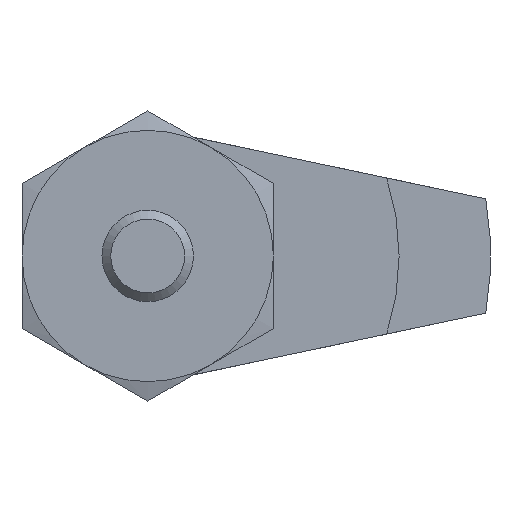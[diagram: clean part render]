
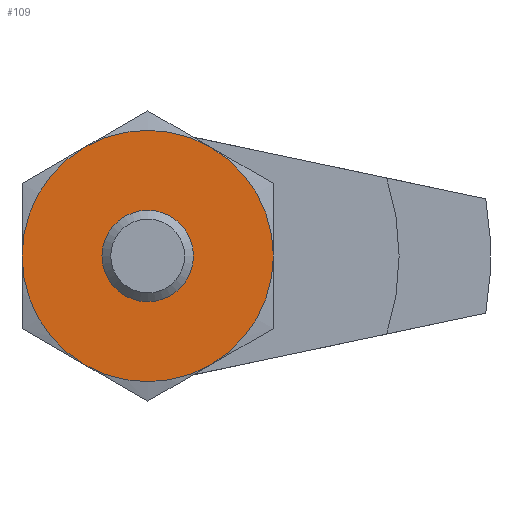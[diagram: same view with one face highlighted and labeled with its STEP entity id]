
A CAD part, front view. The second image highlights one B-rep face of the part: STEP entity #109.
In plain terms, the highlighted planar face has unit normal (0, -1, 0).
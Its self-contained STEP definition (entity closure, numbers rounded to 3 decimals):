
#109 = ADVANCED_FACE( '', ( #245, #246 ), #247, .F. );
#245 = FACE_BOUND( '', #408, .T. );
#246 = FACE_OUTER_BOUND( '', #409, .T. );
#247 = PLANE( '', #410 );
#408 = EDGE_LOOP( '', ( #648 ) );
#409 = EDGE_LOOP( '', ( #649, #650, #651, #652, #653, #654 ) );
#410 = AXIS2_PLACEMENT_3D( '', #655, #656, #657 );
#648 = ORIENTED_EDGE( '', *, *, #936, .F. );
#649 = ORIENTED_EDGE( '', *, *, #950, .T. );
#650 = ORIENTED_EDGE( '', *, *, #931, .T. );
#651 = ORIENTED_EDGE( '', *, *, #951, .T. );
#652 = ORIENTED_EDGE( '', *, *, #952, .T. );
#653 = ORIENTED_EDGE( '', *, *, #953, .T. );
#654 = ORIENTED_EDGE( '', *, *, #954, .T. );
#655 = CARTESIAN_POINT( '', ( 11., 0., 0. ) );
#656 = DIRECTION( '', ( 0., 1., 0. ) );
#657 = DIRECTION( '', ( 0., 0., 1. ) );
#931 = EDGE_CURVE( '', #1111, #1112, #1113, .T. );
#936 = EDGE_CURVE( '', #1120, #1120, #1121, .T. );
#950 = EDGE_CURVE( '', #1068, #1111, #1138, .T. );
#951 = EDGE_CURVE( '', #1112, #1127, #1139, .T. );
#952 = EDGE_CURVE( '', #1127, #1057, #1140, .T. );
#953 = EDGE_CURVE( '', #1057, #1141, #1142, .T. );
#954 = EDGE_CURVE( '', #1141, #1068, #1143, .T. );
#1057 = VERTEX_POINT( '', #1290 );
#1068 = VERTEX_POINT( '', #1318 );
#1111 = VERTEX_POINT( '', #1406 );
#1112 = VERTEX_POINT( '', #1407 );
#1113 = CIRCLE( '', #1408, 11. );
#1120 = VERTEX_POINT( '', #1425 );
#1121 = CIRCLE( '', #1426, 3. );
#1127 = VERTEX_POINT( '', #1433 );
#1138 = CIRCLE( '', #1471, 11. );
#1139 = CIRCLE( '', #1472, 11. );
#1140 = CIRCLE( '', #1473, 11. );
#1141 = VERTEX_POINT( '', #1474 );
#1142 = CIRCLE( '', #1475, 11. );
#1143 = CIRCLE( '', #1476, 11. );
#1290 = CARTESIAN_POINT( '', ( -11., 0., 0. ) );
#1318 = CARTESIAN_POINT( '', ( 5.5, 0., -9.526 ) );
#1406 = CARTESIAN_POINT( '', ( 11., 0., 0. ) );
#1407 = CARTESIAN_POINT( '', ( 5.5, 0., 9.526 ) );
#1408 = AXIS2_PLACEMENT_3D( '', #1644, #1645, #1646 );
#1425 = CARTESIAN_POINT( '', ( 0., 0., -3. ) );
#1426 = AXIS2_PLACEMENT_3D( '', #1650, #1651, #1652 );
#1433 = CARTESIAN_POINT( '', ( -5.5, 0., 9.526 ) );
#1471 = AXIS2_PLACEMENT_3D( '', #1659, #1660, #1661 );
#1472 = AXIS2_PLACEMENT_3D( '', #1662, #1663, #1664 );
#1473 = AXIS2_PLACEMENT_3D( '', #1665, #1666, #1667 );
#1474 = CARTESIAN_POINT( '', ( -5.5, 0., -9.526 ) );
#1475 = AXIS2_PLACEMENT_3D( '', #1668, #1669, #1670 );
#1476 = AXIS2_PLACEMENT_3D( '', #1671, #1672, #1673 );
#1644 = CARTESIAN_POINT( '', ( 0., 0., 0. ) );
#1645 = DIRECTION( '', ( 0., -1., 0. ) );
#1646 = DIRECTION( '', ( 0., 0., -1. ) );
#1650 = CARTESIAN_POINT( '', ( 0., 0., 0. ) );
#1651 = DIRECTION( '', ( 0., -1., 0. ) );
#1652 = DIRECTION( '', ( 0., 0., -1. ) );
#1659 = CARTESIAN_POINT( '', ( 0., 0., 0. ) );
#1660 = DIRECTION( '', ( 0., -1., 0. ) );
#1661 = DIRECTION( '', ( 0., 0., -1. ) );
#1662 = CARTESIAN_POINT( '', ( 0., 0., 0. ) );
#1663 = DIRECTION( '', ( 0., -1., 0. ) );
#1664 = DIRECTION( '', ( 0., 0., -1. ) );
#1665 = CARTESIAN_POINT( '', ( 0., 0., 0. ) );
#1666 = DIRECTION( '', ( 0., -1., 0. ) );
#1667 = DIRECTION( '', ( 0., 0., -1. ) );
#1668 = CARTESIAN_POINT( '', ( 0., 0., 0. ) );
#1669 = DIRECTION( '', ( 0., -1., 0. ) );
#1670 = DIRECTION( '', ( 0., 0., -1. ) );
#1671 = CARTESIAN_POINT( '', ( 0., 0., 0. ) );
#1672 = DIRECTION( '', ( 0., -1., 0. ) );
#1673 = DIRECTION( '', ( 0., 0., -1. ) );
